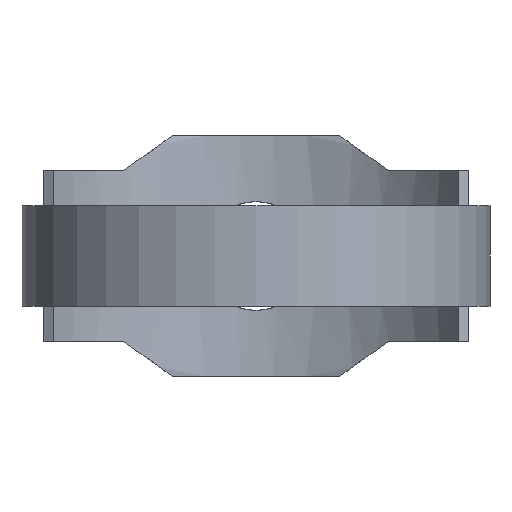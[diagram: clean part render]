
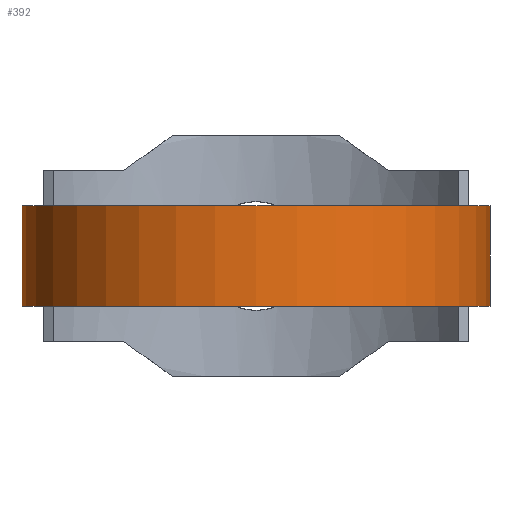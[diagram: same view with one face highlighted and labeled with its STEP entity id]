
A CAD part, front view. The second image highlights one B-rep face of the part: STEP entity #392.
In plain terms, the highlighted cylindrical face has radius 140 mm (diameter 280 mm), a partial arc.
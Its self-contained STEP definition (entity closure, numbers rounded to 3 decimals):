
#258 = VERTEX_POINT( '', #630 );
#392 = ADVANCED_FACE( '', ( #777 ), #778, .T. );
#410 = EDGE_CURVE( '', #468, #424, #798, .T. );
#424 = VERTEX_POINT( '', #812 );
#446 = EDGE_CURVE( '', #524, #424, #835, .T. );
#468 = VERTEX_POINT( '', #859 );
#488 = EDGE_CURVE( '', #468, #258, #883, .T. );
#496 = EDGE_CURVE( '', #258, #524, #891, .T. );
#524 = VERTEX_POINT( '', #920 );
#630 = CARTESIAN_POINT( '', ( -140., 0., 30. ) );
#777 = FACE_OUTER_BOUND( '', #1338, .T. );
#778 = CYLINDRICAL_SURFACE( '', #1339, 140. );
#798 = CIRCLE( '', #1416, 140. );
#812 = CARTESIAN_POINT( '', ( 140., 0., -30. ) );
#835 = LINE( '', #1487, #1488 );
#859 = CARTESIAN_POINT( '', ( -140., 0., -30. ) );
#883 = LINE( '', #1599, #1600 );
#891 = CIRCLE( '', #1612, 140. );
#920 = CARTESIAN_POINT( '', ( 140., 0., 30. ) );
#1338 = EDGE_LOOP( '', ( #2098, #2099, #2100, #2101 ) );
#1339 = AXIS2_PLACEMENT_3D( '', #2102, #2103, #2104 );
#1416 = AXIS2_PLACEMENT_3D( '', #2137, #2138, #2139 );
#1487 = CARTESIAN_POINT( '', ( 140., 0., 30. ) );
#1488 = VECTOR( '', #2166, 1. );
#1599 = CARTESIAN_POINT( '', ( -140., 0., 30. ) );
#1600 = VECTOR( '', #2231, 1. );
#1612 = AXIS2_PLACEMENT_3D( '', #2236, #2237, #2238 );
#2098 = ORIENTED_EDGE( '', *, *, #446, .F. );
#2099 = ORIENTED_EDGE( '', *, *, #496, .F. );
#2100 = ORIENTED_EDGE( '', *, *, #488, .F. );
#2101 = ORIENTED_EDGE( '', *, *, #410, .T. );
#2102 = CARTESIAN_POINT( '', ( 0., 0., 30. ) );
#2103 = DIRECTION( '', ( 0., 0., 1. ) );
#2104 = DIRECTION( '', ( 1., 0., 0. ) );
#2137 = CARTESIAN_POINT( '', ( 0., 0., -30. ) );
#2138 = DIRECTION( '', ( 0., 0., 1. ) );
#2139 = DIRECTION( '', ( 1., 0., 0. ) );
#2166 = DIRECTION( '', ( 0., 0., -1. ) );
#2231 = DIRECTION( '', ( 0., 0., 1. ) );
#2236 = CARTESIAN_POINT( '', ( 0., 0., 30. ) );
#2237 = DIRECTION( '', ( 0., 0., 1. ) );
#2238 = DIRECTION( '', ( 1., 0., 0. ) );
